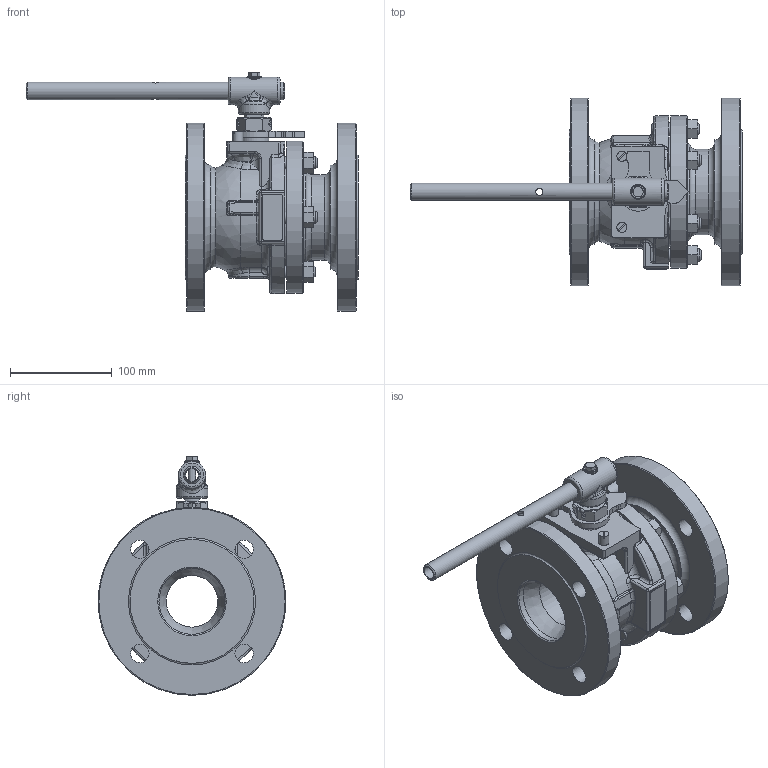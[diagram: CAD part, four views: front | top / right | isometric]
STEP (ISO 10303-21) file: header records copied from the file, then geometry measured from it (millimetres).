
FILE_DESCRIPTION(/* description */ (''),/* implementation_level */ '2;1');
FILE_NAME(/* name */ 'GA-F53-25-D16-W-A-1.stp',/* time_stamp */ '2019-09-18T16:35:27+01:00',/* author */ ('jaday'),/* organization */ (''),/* preprocessor_version */ 'ST-DEVELOPER v16.1',/* originating_system */ 'Autodesk Inventor 2016',/* authorisation */ '');
FILE_SCHEMA (('AUTOMOTIVE_DESIGN { 1 0 10303 214 3 1 1 }'));
Length unit declared in the file: millimetre
Products named in the file (1): GA-F53-25-D16-W-A-1
Bounding box: 326.75 x 185 x 234.86 mm (x, y, z)
Volume: 2130102 mm3; surface area: 266753.6 mm2
Topology: 1 solids, 3 shells, 645 faces, 1571 edges, 932 vertices
Faces by surface type: plane 205, cylinder 149, bspline 120, cone 120, torus 40, sphere 11
Full cylindrical faces by diameter (mm): 6.647 x3, 7 x2, 9.875 x2, 10.106 x2, 12 x12, 12.48 x1, 17.1 x2, 18 x8, 27 x1, 29.075 x1, 31 x1, 50.9 x1, 65 x2, 84 x1, 102.5 x1, 108 x1, 149.75 x1, 185 x2
Entity records: 22693 total; most frequent: CARTESIAN_POINT 8562, ORIENTED_EDGE 2890, DIRECTION 2570, EDGE_CURVE 1445, AXIS2_PLACEMENT_3D 1071, VERTEX_POINT 907, EDGE_LOOP 798, FACE_OUTER_BOUND 644
